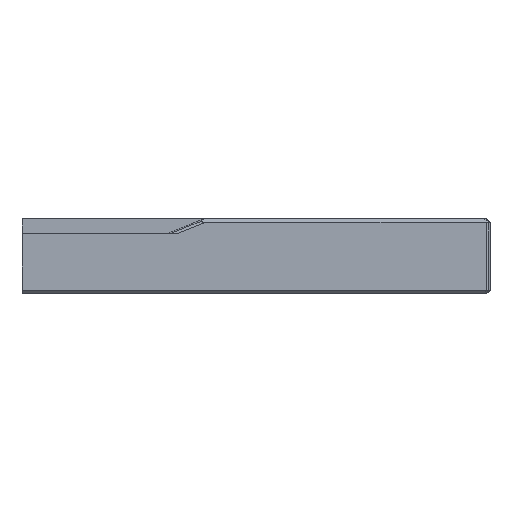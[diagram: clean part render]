
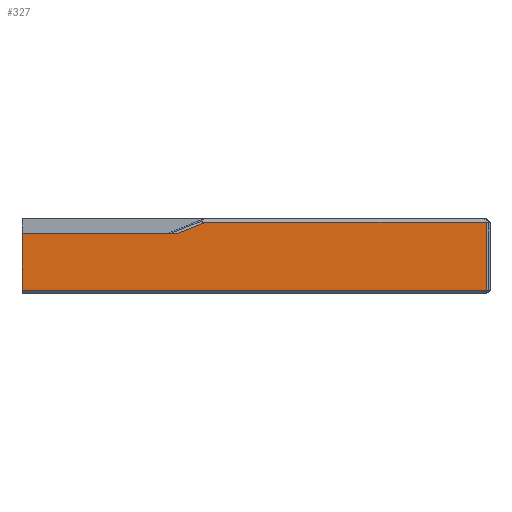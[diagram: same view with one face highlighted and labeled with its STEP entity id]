
A CAD part, left-side view. The second image highlights one B-rep face of the part: STEP entity #327.
In plain terms, the highlighted planar face has unit normal (-1, 0, 0).
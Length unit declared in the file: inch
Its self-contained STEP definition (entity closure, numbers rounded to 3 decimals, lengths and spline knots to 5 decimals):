
#327=ADVANCED_FACE('',(#798),#799,.F.);
#798=FACE_OUTER_BOUND('',#1437,.T.);
#799=PLANE('',#1438);
#1437=EDGE_LOOP('',(#2243,#2244,#2245,#2246,#2247,#2248));
#1438=AXIS2_PLACEMENT_3D('',#2249,#2250,#2251);
#2243=ORIENTED_EDGE('',*,*,#3836,.F.);
#2244=ORIENTED_EDGE('',*,*,#4000,.F.);
#2245=ORIENTED_EDGE('',*,*,#4001,.F.);
#2246=ORIENTED_EDGE('',*,*,#4002,.F.);
#2247=ORIENTED_EDGE('',*,*,#4003,.F.);
#2248=ORIENTED_EDGE('',*,*,#4004,.F.);
#2249=CARTESIAN_POINT('',(-0.3937,-1.15313,0.44291));
#2250=DIRECTION('',(1.0,0.,0.0));
#2251=DIRECTION('',(0.,0.,1.0));
#3836=EDGE_CURVE('',#4584,#4586,#4587,.T.);
#4000=EDGE_CURVE('',#4870,#4584,#4871,.F.);
#4001=EDGE_CURVE('',#4872,#4870,#4873,.F.);
#4002=EDGE_CURVE('',#4874,#4872,#4875,.T.);
#4003=EDGE_CURVE('',#4876,#4874,#4877,.T.);
#4004=EDGE_CURVE('',#4586,#4876,#4878,.T.);
#4584=VERTEX_POINT('',#5664);
#4586=VERTEX_POINT('',#5666);
#4587=LINE('',#5667,#5668);
#4870=VERTEX_POINT('',#6054);
#4871=LINE('',#6055,#6056);
#4872=VERTEX_POINT('',#6057);
#4873=LINE('',#6058,#6059);
#4874=VERTEX_POINT('',#6060);
#4875=LINE('',#6061,#6062);
#4876=VERTEX_POINT('',#6063);
#4877=LINE('',#6064,#6065);
#4878=LINE('',#6066,#6067);
#5664=CARTESIAN_POINT('',(-0.3937,-0.98052,0.37795));
#5666=CARTESIAN_POINT('',(-0.3937,-1.15768,0.44882));
#5667=CARTESIAN_POINT('',(-0.3937,-1.16026,0.44985));
#5668=VECTOR('',#7254,1.);
#6054=CARTESIAN_POINT('',(-0.3937,0.,0.37795));
#6055=CARTESIAN_POINT('',(-0.3937,-0.86485,0.37795));
#6056=VECTOR('',#7442,1.0);
#6057=CARTESIAN_POINT('',(-0.3937,0.,0.01969));
#6058=CARTESIAN_POINT('',(-0.3937,0.,0.31791));
#6059=VECTOR('',#7443,1.0);
#6060=CARTESIAN_POINT('',(-0.3937,-2.92765,0.01969));
#6061=CARTESIAN_POINT('',(-0.3937,-1.88503,0.01969));
#6062=VECTOR('',#7444,1.0);
#6063=CARTESIAN_POINT('',(-0.3937,-2.92765,0.44882));
#6064=CARTESIAN_POINT('',(-0.3937,-2.92765,0.21745));
#6065=VECTOR('',#7445,1.0);
#6066=CARTESIAN_POINT('',(-0.3937,-0.47391,0.44882));
#6067=VECTOR('',#7446,1.0);
#7254=DIRECTION('',(0.,-0.928,0.371));
#7442=DIRECTION('',(0.,1.0,0.0));
#7443=DIRECTION('',(0.0,-0.0,-1.0));
#7444=DIRECTION('',(0.,1.0,0.0));
#7445=DIRECTION('',(0.0,-0.0,-1.0));
#7446=DIRECTION('',(0.,-1.0,0.0));
